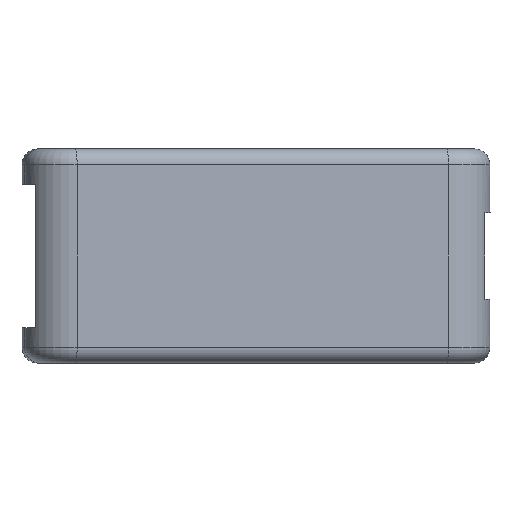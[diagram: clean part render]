
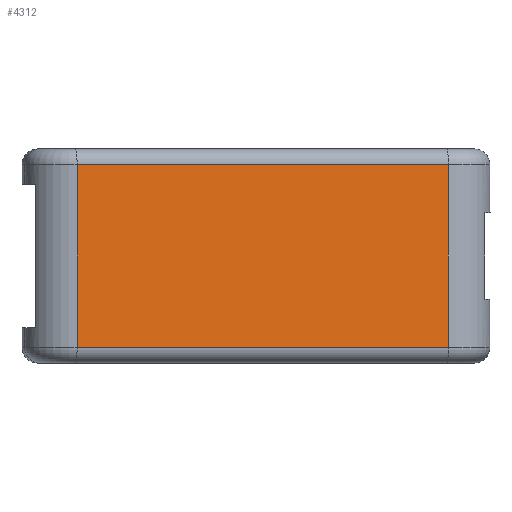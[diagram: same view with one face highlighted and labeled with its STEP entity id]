
A CAD part, left-side view. The second image highlights one B-rep face of the part: STEP entity #4312.
In plain terms, the highlighted face is planar.
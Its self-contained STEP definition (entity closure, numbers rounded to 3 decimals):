
#57 = ORIENTED_EDGE ( 'NONE', *, *, #587, .T. ) ;
#179 = DIRECTION ( 'NONE',  ( -0.143, 0.99, 0. ) ) ;
#485 = EDGE_CURVE ( 'NONE', #2182, #3813, #2350, .T. ) ;
#587 = EDGE_CURVE ( 'NONE', #2182, #3515, #2535, .T. ) ;
#596 = CARTESIAN_POINT ( 'NONE',  ( -70.439, 49.159, 11.6 ) ) ;
#736 = CARTESIAN_POINT ( 'NONE',  ( -70.439, 49.159, -13.6 ) ) ;
#1104 = EDGE_CURVE ( 'NONE', #3515, #4491, #2104, .T. ) ;
#1207 = DIRECTION ( 'NONE',  ( 0.99, 0.143, 0. ) ) ;
#1409 = LINE ( 'NONE', #4802, #2880 ) ;
#2104 = LINE ( 'NONE', #5066, #5055 ) ;
#2182 = VERTEX_POINT ( 'NONE', #2989 ) ;
#2350 = LINE ( 'NONE', #4909, #3885 ) ;
#2535 = LINE ( 'NONE', #4256, #4862 ) ;
#2804 = DIRECTION ( 'NONE',  ( 0., 0., 1. ) ) ;
#2880 = VECTOR ( 'NONE', #179, 1000. ) ;
#2921 = DIRECTION ( 'NONE',  ( 0., 0., -1. ) ) ;
#2959 = DIRECTION ( 'NONE',  ( 0., 0., 1. ) ) ;
#2989 = CARTESIAN_POINT ( 'NONE',  ( -77.222, 96.192, -11.6 ) ) ;
#3306 = EDGE_LOOP ( 'NONE', ( #3797, #3933, #3998, #57 ) ) ;
#3515 = VERTEX_POINT ( 'NONE', #3841 ) ;
#3689 = PLANE ( 'NONE',  #3844 ) ;
#3724 = CARTESIAN_POINT ( 'NONE',  ( -77.222, 96.192, 11.6 ) ) ;
#3797 = ORIENTED_EDGE ( 'NONE', *, *, #1104, .T. ) ;
#3813 = VERTEX_POINT ( 'NONE', #3724 ) ;
#3841 = CARTESIAN_POINT ( 'NONE',  ( -70.439, 49.159, -11.6 ) ) ;
#3844 = AXIS2_PLACEMENT_3D ( 'NONE', #736, #1207, #2921 ) ;
#3885 = VECTOR ( 'NONE', #2804, 1000. ) ;
#3933 = ORIENTED_EDGE ( 'NONE', *, *, #4400, .T. ) ;
#3998 = ORIENTED_EDGE ( 'NONE', *, *, #485, .F. ) ;
#4230 = DIRECTION ( 'NONE',  ( 0.143, -0.99, 0. ) ) ;
#4256 = CARTESIAN_POINT ( 'NONE',  ( -70.439, 49.159, -11.6 ) ) ;
#4312 = ADVANCED_FACE ( 'NONE', ( #5026 ), #3689, .F. ) ;
#4400 = EDGE_CURVE ( 'NONE', #4491, #3813, #1409, .T. ) ;
#4491 = VERTEX_POINT ( 'NONE', #596 ) ;
#4802 = CARTESIAN_POINT ( 'NONE',  ( -70.439, 49.159, 11.6 ) ) ;
#4862 = VECTOR ( 'NONE', #4230, 1000. ) ;
#4909 = CARTESIAN_POINT ( 'NONE',  ( -77.222, 96.192, -13.6 ) ) ;
#5026 = FACE_OUTER_BOUND ( 'NONE', #3306, .T. ) ;
#5055 = VECTOR ( 'NONE', #2959, 1000. ) ;
#5066 = CARTESIAN_POINT ( 'NONE',  ( -70.439, 49.159, -13.6 ) ) ;
